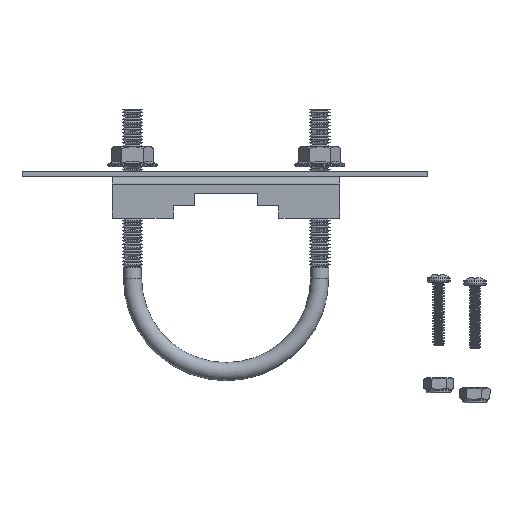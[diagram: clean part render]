
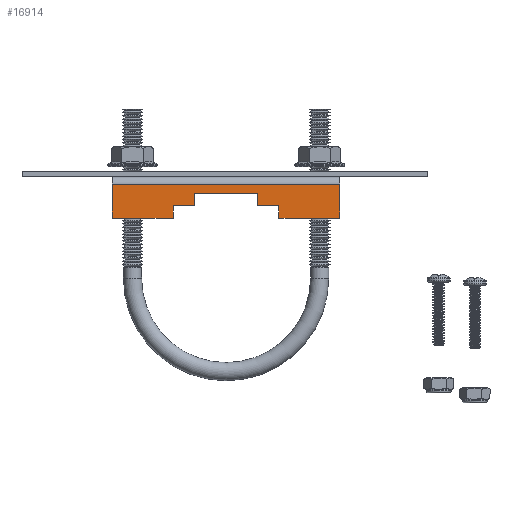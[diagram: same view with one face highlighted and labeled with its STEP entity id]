
A CAD part, front view. The second image highlights one B-rep face of the part: STEP entity #16914.
In plain terms, the highlighted planar face has unit normal (0, -1, 0).
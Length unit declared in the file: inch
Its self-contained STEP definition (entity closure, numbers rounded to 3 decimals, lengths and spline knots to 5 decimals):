
#5862 = EDGE_LOOP ( 'NONE', ( #10442, #10443, #10444, #10445, #10446, #10447, #10448, #10449, #10451, #10453, #10454, #10455 ) ) ;
#7783 = PLANE ( 'NONE',  #15461 ) ;
#7828 = CARTESIAN_POINT ( 'NONE',  ( -1.14, -0.5, 1.346 ) ) ;
#7829 = DIRECTION ( 'NONE',  ( 0., 1., 0. ) ) ;
#7830 = DIRECTION ( 'NONE',  ( 0., 0., 1. ) ) ;
#10117 = VERTEX_POINT ( 'NONE', #22524 ) ;
#10120 = VERTEX_POINT ( 'NONE', #22743 ) ;
#10132 = VERTEX_POINT ( 'NONE', #22700 ) ;
#10171 = VERTEX_POINT ( 'NONE', #22872 ) ;
#10176 = VERTEX_POINT ( 'NONE', #22821 ) ;
#10178 = VERTEX_POINT ( 'NONE', #22826 ) ;
#10207 = VERTEX_POINT ( 'NONE', #22845 ) ;
#10212 = VERTEX_POINT ( 'NONE', #22690 ) ;
#10213 = VERTEX_POINT ( 'NONE', #22678 ) ;
#10217 = VERTEX_POINT ( 'NONE', #22625 ) ;
#10218 = VERTEX_POINT ( 'NONE', #22535 ) ;
#10219 = VERTEX_POINT ( 'NONE', #22602 ) ;
#10442 = ORIENTED_EDGE ( 'NONE', *, *, #14647, .T. ) ;
#10443 = ORIENTED_EDGE ( 'NONE', *, *, #14648, .T. ) ;
#10444 = ORIENTED_EDGE ( 'NONE', *, *, #14649, .F. ) ;
#10445 = ORIENTED_EDGE ( 'NONE', *, *, #14632, .F. ) ;
#10446 = ORIENTED_EDGE ( 'NONE', *, *, #14650, .F. ) ;
#10447 = ORIENTED_EDGE ( 'NONE', *, *, #14651, .F. ) ;
#10448 = ORIENTED_EDGE ( 'NONE', *, *, #14652, .F. ) ;
#10449 = ORIENTED_EDGE ( 'NONE', *, *, #14653, .F. ) ;
#10451 = ORIENTED_EDGE ( 'NONE', *, *, #14654, .F. ) ;
#10453 = ORIENTED_EDGE ( 'NONE', *, *, #14655, .F. ) ;
#10454 = ORIENTED_EDGE ( 'NONE', *, *, #14656, .F. ) ;
#10455 = ORIENTED_EDGE ( 'NONE', *, *, #14657, .F. ) ;
#14632 = EDGE_CURVE ( 'NONE', #10132, #10178, #19227, .T. ) ;
#14647 = EDGE_CURVE ( 'NONE', #10212, #10120, #19254, .T. ) ;
#14648 = EDGE_CURVE ( 'NONE', #10120, #10217, #19250, .T. ) ;
#14649 = EDGE_CURVE ( 'NONE', #10178, #10217, #19257, .T. ) ;
#14650 = EDGE_CURVE ( 'NONE', #10207, #10132, #19259, .T. ) ;
#14651 = EDGE_CURVE ( 'NONE', #10213, #10207, #19261, .T. ) ;
#14652 = EDGE_CURVE ( 'NONE', #10171, #10213, #19263, .T. ) ;
#14653 = EDGE_CURVE ( 'NONE', #10117, #10171, #19265, .T. ) ;
#14654 = EDGE_CURVE ( 'NONE', #10176, #10117, #19267, .T. ) ;
#14655 = EDGE_CURVE ( 'NONE', #10218, #10176, #19269, .T. ) ;
#14656 = EDGE_CURVE ( 'NONE', #10219, #10218, #19271, .T. ) ;
#14657 = EDGE_CURVE ( 'NONE', #10212, #10219, #19273, .T. ) ;
#15461 = AXIS2_PLACEMENT_3D ( 'NONE', #7828, #7829, #7830 ) ;
#16799 = CARTESIAN_POINT ( 'NONE',  ( -0.7085, -0.5, -2.24138 ) ) ;
#16800 = DIRECTION ( 'NONE',  ( 0., 0., -1. ) ) ;
#16826 = DIRECTION ( 'NONE',  ( -1., 0., 0. ) ) ;
#16828 = CARTESIAN_POINT ( 'NONE',  ( -1.14, -0.5, 1.346 ) ) ;
#16830 = CARTESIAN_POINT ( 'NONE',  ( -1.11, -0.5, 1.346 ) ) ;
#16835 = DIRECTION ( 'NONE',  ( 0., 0., -1. ) ) ;
#16836 = CARTESIAN_POINT ( 'NONE',  ( -1.14, -0.5, -1.346 ) ) ;
#16837 = DIRECTION ( 'NONE',  ( -1., 0., 0. ) ) ;
#16838 = CARTESIAN_POINT ( 'NONE',  ( -0.7085, -0.5, -0.625 ) ) ;
#16839 = DIRECTION ( 'NONE',  ( 1., 0., 0. ) ) ;
#16840 = CARTESIAN_POINT ( 'NONE',  ( -0.8545, -0.5, -0.374 ) ) ;
#16841 = DIRECTION ( 'NONE',  ( 0., 0., -1. ) ) ;
#16842 = CARTESIAN_POINT ( 'NONE',  ( -0.8545, -0.5, -0.374 ) ) ;
#16843 = DIRECTION ( 'NONE',  ( 1., 0., 0. ) ) ;
#16844 = CARTESIAN_POINT ( 'NONE',  ( -1.0005, -0.5, 0.374 ) ) ;
#16845 = DIRECTION ( 'NONE',  ( 0., 0., -1. ) ) ;
#16846 = CARTESIAN_POINT ( 'NONE',  ( -0.8545, -0.5, 0.374 ) ) ;
#16847 = DIRECTION ( 'NONE',  ( -1., 0., 0. ) ) ;
#16848 = CARTESIAN_POINT ( 'NONE',  ( -0.8545, -0.5, 0.625 ) ) ;
#16849 = DIRECTION ( 'NONE',  ( 0., 0., -1. ) ) ;
#16850 = CARTESIAN_POINT ( 'NONE',  ( -0.7085, -0.5, 0.625 ) ) ;
#16851 = DIRECTION ( 'NONE',  ( -1., 0., 0. ) ) ;
#16852 = CARTESIAN_POINT ( 'NONE',  ( -0.7085, -0.5, -2.24138 ) ) ;
#16854 = DIRECTION ( 'NONE',  ( 0., 0., -1. ) ) ;
#16914 = ADVANCED_FACE ( 'NONE', ( #19721 ), #7783, .F. ) ;
#19227 = LINE ( 'NONE', #16799, #19230 ) ;
#19230 = VECTOR ( 'NONE', #16800, 39.37008 ) ;
#19250 = LINE ( 'NONE', #16830, #19258 ) ;
#19254 = LINE ( 'NONE', #16828, #19256 ) ;
#19256 = VECTOR ( 'NONE', #16826, 39.37008 ) ;
#19257 = LINE ( 'NONE', #16836, #19260 ) ;
#19258 = VECTOR ( 'NONE', #16835, 39.37008 ) ;
#19259 = LINE ( 'NONE', #16838, #19262 ) ;
#19260 = VECTOR ( 'NONE', #16837, 39.37008 ) ;
#19261 = LINE ( 'NONE', #16840, #19264 ) ;
#19262 = VECTOR ( 'NONE', #16839, 39.37008 ) ;
#19263 = LINE ( 'NONE', #16842, #19266 ) ;
#19264 = VECTOR ( 'NONE', #16841, 39.37008 ) ;
#19265 = LINE ( 'NONE', #16844, #19268 ) ;
#19266 = VECTOR ( 'NONE', #16843, 39.37008 ) ;
#19267 = LINE ( 'NONE', #16846, #19270 ) ;
#19268 = VECTOR ( 'NONE', #16845, 39.37008 ) ;
#19269 = LINE ( 'NONE', #16848, #19272 ) ;
#19270 = VECTOR ( 'NONE', #16847, 39.37008 ) ;
#19271 = LINE ( 'NONE', #16850, #19274 ) ;
#19272 = VECTOR ( 'NONE', #16849, 39.37008 ) ;
#19273 = LINE ( 'NONE', #16852, #19276 ) ;
#19274 = VECTOR ( 'NONE', #16851, 39.37008 ) ;
#19276 = VECTOR ( 'NONE', #16854, 39.37008 ) ;
#19721 = FACE_OUTER_BOUND ( 'NONE', #5862, .T. ) ;
#22524 = CARTESIAN_POINT ( 'NONE',  ( -1.0005, -0.5, 0.374 ) ) ;
#22535 = CARTESIAN_POINT ( 'NONE',  ( -0.8545, -0.5, 0.625 ) ) ;
#22602 = CARTESIAN_POINT ( 'NONE',  ( -0.7085, -0.5, 0.625 ) ) ;
#22625 = CARTESIAN_POINT ( 'NONE',  ( -1.11, -0.5, -1.346 ) ) ;
#22678 = CARTESIAN_POINT ( 'NONE',  ( -0.8545, -0.5, -0.374 ) ) ;
#22690 = CARTESIAN_POINT ( 'NONE',  ( -0.7085, -0.5, 1.346 ) ) ;
#22700 = CARTESIAN_POINT ( 'NONE',  ( -0.7085, -0.5, -0.625 ) ) ;
#22743 = CARTESIAN_POINT ( 'NONE',  ( -1.11, -0.5, 1.346 ) ) ;
#22821 = CARTESIAN_POINT ( 'NONE',  ( -0.8545, -0.5, 0.374 ) ) ;
#22826 = CARTESIAN_POINT ( 'NONE',  ( -0.7085, -0.5, -1.346 ) ) ;
#22845 = CARTESIAN_POINT ( 'NONE',  ( -0.8545, -0.5, -0.625 ) ) ;
#22872 = CARTESIAN_POINT ( 'NONE',  ( -1.0005, -0.5, -0.374 ) ) ;
